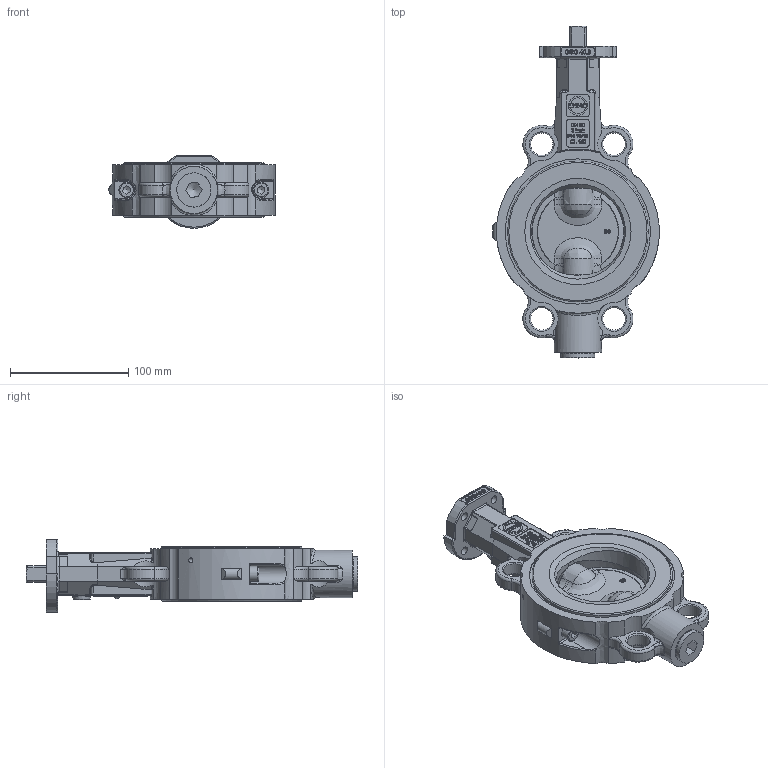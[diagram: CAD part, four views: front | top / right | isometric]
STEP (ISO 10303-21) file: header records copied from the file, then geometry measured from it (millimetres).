
FILE_DESCRIPTION((''),'2;1');
FILE_NAME('T211-A DN80.stp','2009-03-06T10:29:42',('hellwig'),(''),'Autodesk Inventor 2008','Autodesk Inventor 2008','');
FILE_SCHEMA(('AUTOMOTIVE_DESIGN { 1 0 10303 214 1 1 1 1 }'));
Length unit declared in the file: millimetre
Products named in the file (1): Bauteil2
Bounding box: 140.78 x 281 x 61.5 mm (x, y, z)
Volume: 579585 mm3; surface area: 143630.6 mm2
Topology: 1 solids, 11 shells, 1041 faces, 2662 edges, 1700 vertices
Faces by surface type: bspline 383, plane 378, cylinder 184, torus 53, cone 41, sphere 2
Full cylindrical faces by diameter (mm): 3 x2, 3.2 x2, 4.134 x1, 6.647 x2, 8 x2, 13 x2, 18 x3, 19 x3, 23 x1, 24.3 x1, 25 x1, 28.9 x1, 29 x1, 33 x2, 40 x1, 85.5 x1, 87.8 x1, 119 x2, 123 x1
Entity records: 42586 total; most frequent: CARTESIAN_POINT 19293, ORIENTED_EDGE 5002, DIRECTION 3666, EDGE_CURVE 2501, VERTEX_POINT 1650, EDGE_LOOP 1251, AXIS2_PLACEMENT_3D 1226, VECTOR 1214
